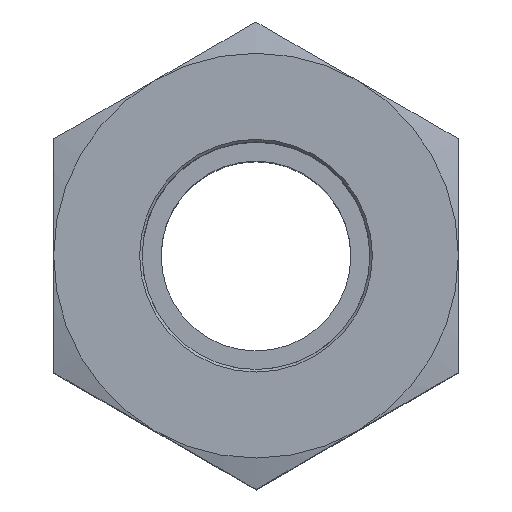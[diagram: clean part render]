
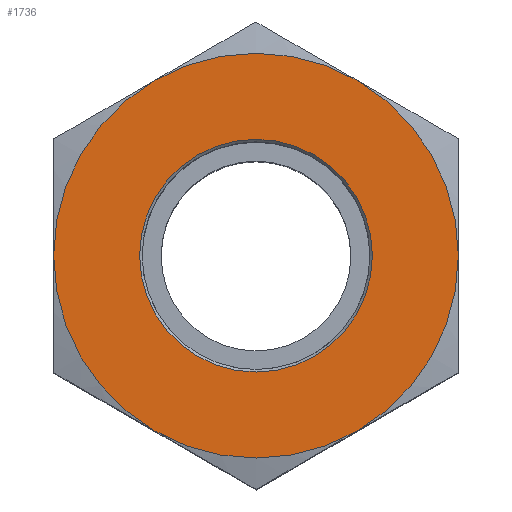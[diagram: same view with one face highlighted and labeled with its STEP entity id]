
A CAD part, top view. The second image highlights one B-rep face of the part: STEP entity #1736.
In plain terms, the highlighted planar face has unit normal (0, 0, 1).
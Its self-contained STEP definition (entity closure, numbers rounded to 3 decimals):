
#319=PLANE('',#1951);
#380=FACE_BOUND('',#619,.T.);
#471=FACE_OUTER_BOUND('',#618,.T.);
#618=EDGE_LOOP('',(#1409,#1410,#1411,#1412,#1413,#1414));
#619=EDGE_LOOP('',(#1415));
#698=CIRCLE('',#1948,9.2);
#700=CIRCLE('',#1952,16.);
#701=CIRCLE('',#1953,16.);
#702=CIRCLE('',#1954,16.);
#703=CIRCLE('',#1955,16.);
#704=CIRCLE('',#1956,16.);
#705=CIRCLE('',#1957,16.);
#833=VERTEX_POINT('',#2879);
#835=VERTEX_POINT('',#2885);
#836=VERTEX_POINT('',#2886);
#837=VERTEX_POINT('',#2888);
#838=VERTEX_POINT('',#2890);
#839=VERTEX_POINT('',#2892);
#840=VERTEX_POINT('',#2894);
#1028=EDGE_CURVE('',#833,#833,#698,.T.);
#1030=EDGE_CURVE('',#835,#836,#700,.T.);
#1031=EDGE_CURVE('',#836,#837,#701,.T.);
#1032=EDGE_CURVE('',#837,#838,#702,.T.);
#1033=EDGE_CURVE('',#838,#839,#703,.T.);
#1034=EDGE_CURVE('',#839,#840,#704,.T.);
#1035=EDGE_CURVE('',#840,#835,#705,.T.);
#1409=ORIENTED_EDGE('',*,*,#1030,.T.);
#1410=ORIENTED_EDGE('',*,*,#1031,.T.);
#1411=ORIENTED_EDGE('',*,*,#1032,.T.);
#1412=ORIENTED_EDGE('',*,*,#1033,.T.);
#1413=ORIENTED_EDGE('',*,*,#1034,.T.);
#1414=ORIENTED_EDGE('',*,*,#1035,.T.);
#1415=ORIENTED_EDGE('',*,*,#1028,.F.);
#1736=ADVANCED_FACE('',(#471,#380),#319,.T.);
#1948=AXIS2_PLACEMENT_3D('',#2880,#2364,#2365);
#1951=AXIS2_PLACEMENT_3D('',#2884,#2370,#2371);
#1952=AXIS2_PLACEMENT_3D('',#2887,#2372,#2373);
#1953=AXIS2_PLACEMENT_3D('',#2889,#2374,#2375);
#1954=AXIS2_PLACEMENT_3D('',#2891,#2376,#2377);
#1955=AXIS2_PLACEMENT_3D('',#2893,#2378,#2379);
#1956=AXIS2_PLACEMENT_3D('',#2895,#2380,#2381);
#1957=AXIS2_PLACEMENT_3D('',#2896,#2382,#2383);
#2364=DIRECTION('center_axis',(0.,0.,1.));
#2365=DIRECTION('ref_axis',(-1.,0.,0.));
#2370=DIRECTION('center_axis',(0.,0.,1.));
#2371=DIRECTION('ref_axis',(1.,0.,0.));
#2372=DIRECTION('center_axis',(0.,0.,1.));
#2373=DIRECTION('ref_axis',(-0.5,-0.866,0.));
#2374=DIRECTION('center_axis',(0.,0.,1.));
#2375=DIRECTION('ref_axis',(-0.5,-0.866,0.));
#2376=DIRECTION('center_axis',(0.,0.,1.));
#2377=DIRECTION('ref_axis',(-0.5,-0.866,0.));
#2378=DIRECTION('center_axis',(0.,0.,1.));
#2379=DIRECTION('ref_axis',(-0.5,-0.866,0.));
#2380=DIRECTION('center_axis',(0.,0.,1.));
#2381=DIRECTION('ref_axis',(-0.5,-0.866,0.));
#2382=DIRECTION('center_axis',(0.,0.,1.));
#2383=DIRECTION('ref_axis',(-0.5,-0.866,0.));
#2879=CARTESIAN_POINT('',(9.2,0.,18.));
#2880=CARTESIAN_POINT('Origin',(0.,0.,18.));
#2884=CARTESIAN_POINT('Origin',(0.,0.,
18.));
#2885=CARTESIAN_POINT('',(-8.,-13.856,18.));
#2886=CARTESIAN_POINT('',(8.,-13.856,18.));
#2887=CARTESIAN_POINT('Origin',(0.,0.,18.));
#2888=CARTESIAN_POINT('',(16.,0.,18.));
#2889=CARTESIAN_POINT('Origin',(0.,0.,18.));
#2890=CARTESIAN_POINT('',(8.,13.856,18.));
#2891=CARTESIAN_POINT('Origin',(0.,0.,18.));
#2892=CARTESIAN_POINT('',(-8.,13.856,18.));
#2893=CARTESIAN_POINT('Origin',(0.,0.,18.));
#2894=CARTESIAN_POINT('',(-16.,0.,18.));
#2895=CARTESIAN_POINT('Origin',(0.,0.,18.));
#2896=CARTESIAN_POINT('Origin',(0.,0.,18.));
